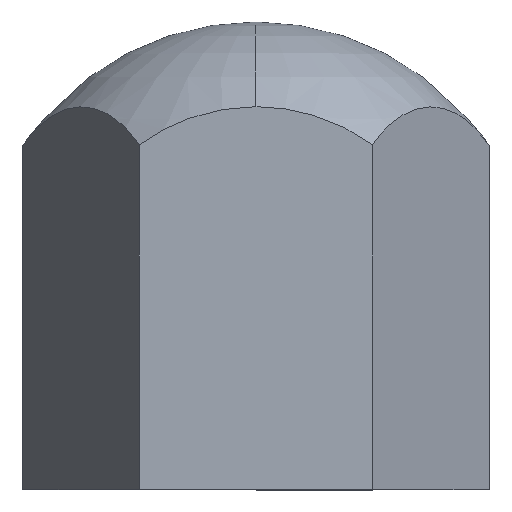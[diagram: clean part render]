
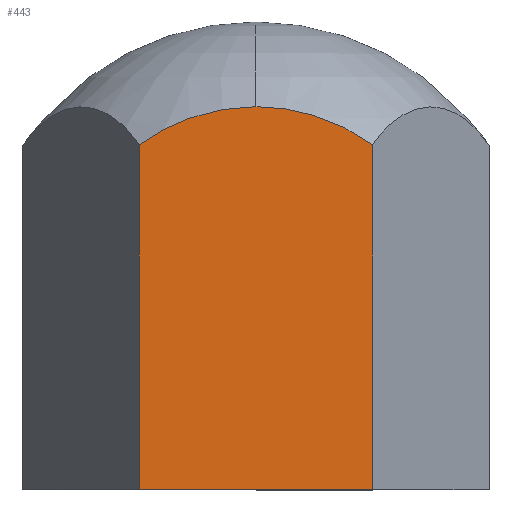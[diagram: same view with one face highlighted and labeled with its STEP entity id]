
A CAD part, top view. The second image highlights one B-rep face of the part: STEP entity #443.
In plain terms, the highlighted planar face has unit normal (0, 0, 1).
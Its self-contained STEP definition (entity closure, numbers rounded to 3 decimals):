
#9 = ORIENTED_EDGE ( 'NONE', *, *, #475, .F. ) ;
#13 = VERTEX_POINT ( 'NONE', #190 ) ;
#28 = CARTESIAN_POINT ( 'NONE',  ( 4.354, 12.862, 7.541 ) ) ;
#29 = VECTOR ( 'NONE', #243, 1000. ) ;
#31 = LINE ( 'NONE', #348, #258 ) ;
#32 = VERTEX_POINT ( 'NONE', #111 ) ;
#51 = EDGE_CURVE ( 'NONE', #108, #13, #274, .T. ) ;
#61 = PLANE ( 'NONE',  #565 ) ;
#65 = EDGE_CURVE ( 'NONE', #13, #32, #31, .T. ) ;
#83 = VERTEX_POINT ( 'NONE', #28 ) ;
#86 = CARTESIAN_POINT ( 'NONE',  ( 0., 14.287, 7.541 ) ) ;
#87 = CARTESIAN_POINT ( 'NONE',  ( 0.391, 14.287, 7.541 ) ) ;
#92 = EDGE_CURVE ( 'NONE', #184, #108, #160, .T. ) ;
#108 = VERTEX_POINT ( 'NONE', #121 ) ;
#111 = CARTESIAN_POINT ( 'NONE',  ( 4.354, 0., 7.541 ) ) ;
#115 = DIRECTION ( 'NONE',  ( 1., 0., 0. ) ) ;
#116 = DIRECTION ( 'NONE',  ( 0., -1., 0. ) ) ;
#121 = CARTESIAN_POINT ( 'NONE',  ( -4.354, 12.862, 7.541 ) ) ;
#122 = CARTESIAN_POINT ( 'NONE',  ( 4.041, 13.091, 7.541 ) ) ;
#142 = EDGE_CURVE ( 'NONE', #83, #184, #517, .T. ) ;
#160 = B_SPLINE_CURVE_WITH_KNOTS ( 'NONE', 3,
 ( #469, #257, #433, #399, #525, #310, #345, #390 ),
 .UNSPECIFIED., .F., .F.,
 ( 4, 2, 2, 4 ),
 ( 0., 0.001, 0.002, 0.005 ),
 .UNSPECIFIED. ) ;
#161 = ORIENTED_EDGE ( 'NONE', *, *, #51, .T. ) ;
#170 = CARTESIAN_POINT ( 'NONE',  ( 0.778, 14.257, 7.541 ) ) ;
#179 = ORIENTED_EDGE ( 'NONE', *, *, #92, .T. ) ;
#184 = VERTEX_POINT ( 'NONE', #86 ) ;
#190 = CARTESIAN_POINT ( 'NONE',  ( -4.354, 0., 7.541 ) ) ;
#210 = EDGE_LOOP ( 'NONE', ( #9, #498, #179, #161, #329 ) ) ;
#216 = CARTESIAN_POINT ( 'NONE',  ( 4.354, 12.862, 7.541 ) ) ;
#239 = DIRECTION ( 'NONE',  ( -1., 0., 0. ) ) ;
#243 = DIRECTION ( 'NONE',  ( 0., -1., 0. ) ) ;
#244 = CARTESIAN_POINT ( 'NONE',  ( -4.354, 17.462, 7.541 ) ) ;
#257 = CARTESIAN_POINT ( 'NONE',  ( -0.392, 14.287, 7.541 ) ) ;
#258 = VECTOR ( 'NONE', #115, 1000. ) ;
#274 = LINE ( 'NONE', #306, #491 ) ;
#284 = DIRECTION ( 'NONE',  ( 0., 0., -1. ) ) ;
#306 = CARTESIAN_POINT ( 'NONE',  ( -4.354, 17.462, 7.541 ) ) ;
#310 = CARTESIAN_POINT ( 'NONE',  ( -3.036, 13.677, 7.541 ) ) ;
#329 = ORIENTED_EDGE ( 'NONE', *, *, #65, .T. ) ;
#335 = CARTESIAN_POINT ( 'NONE',  ( 4.354, 17.462, 7.541 ) ) ;
#345 = CARTESIAN_POINT ( 'NONE',  ( -3.723, 13.324, 7.541 ) ) ;
#348 = CARTESIAN_POINT ( 'NONE',  ( -4.354, 0., 7.541 ) ) ;
#357 = CARTESIAN_POINT ( 'NONE',  ( 3.706, 13.298, 7.541 ) ) ;
#358 = CARTESIAN_POINT ( 'NONE',  ( 1.546, 14.134, 7.541 ) ) ;
#390 = CARTESIAN_POINT ( 'NONE',  ( -4.354, 12.862, 7.541 ) ) ;
#399 = CARTESIAN_POINT ( 'NONE',  ( -1.543, 14.134, 7.541 ) ) ;
#400 = CARTESIAN_POINT ( 'NONE',  ( 3.019, 13.651, 7.541 ) ) ;
#433 = CARTESIAN_POINT ( 'NONE',  ( -0.779, 14.256, 7.541 ) ) ;
#443 = ADVANCED_FACE ( 'NONE', ( #530 ), #61, .F. ) ;
#459 = LINE ( 'NONE', #335, #29 ) ;
#469 = CARTESIAN_POINT ( 'NONE',  ( 0., 14.287, 7.541 ) ) ;
#475 = EDGE_CURVE ( 'NONE', #83, #32, #459, .T. ) ;
#477 = CARTESIAN_POINT ( 'NONE',  ( 1.928, 14.041, 7.541 ) ) ;
#491 = VECTOR ( 'NONE', #116, 1000. ) ;
#498 = ORIENTED_EDGE ( 'NONE', *, *, #142, .T. ) ;
#517 = B_SPLINE_CURVE_WITH_KNOTS ( 'NONE', 3,
 ( #216, #122, #357, #400, #536, #477, #358, #170, #87, #579 ),
 .UNSPECIFIED., .F., .F.,
 ( 4, 2, 2, 2, 4 ),
 ( 0.041, 0.043, 0.044, 0.045, 0.046 ),
 .UNSPECIFIED. ) ;
#525 = CARTESIAN_POINT ( 'NONE',  ( -1.922, 14.043, 7.541 ) ) ;
#530 = FACE_OUTER_BOUND ( 'NONE', #210, .T. ) ;
#536 = CARTESIAN_POINT ( 'NONE',  ( 2.663, 13.8, 7.541 ) ) ;
#565 = AXIS2_PLACEMENT_3D ( 'NONE', #244, #284, #239 ) ;
#579 = CARTESIAN_POINT ( 'NONE',  ( 0., 14.287, 7.541 ) ) ;
